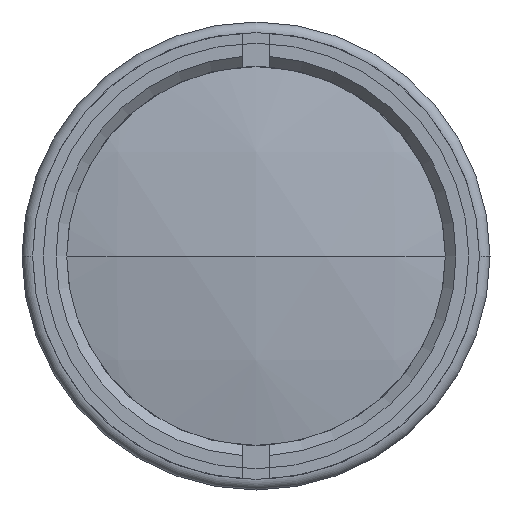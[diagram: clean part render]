
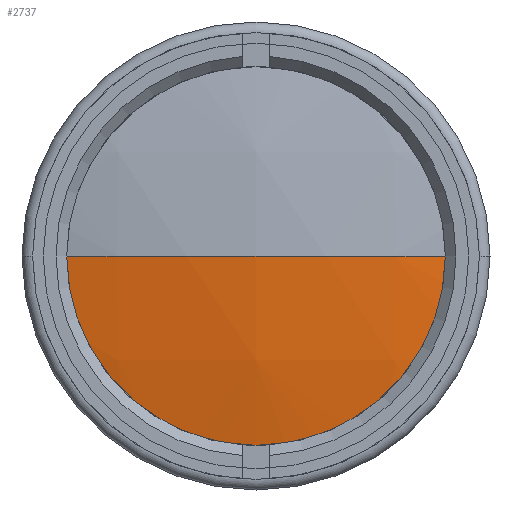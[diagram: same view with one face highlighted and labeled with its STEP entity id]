
A CAD part, left-side view. The second image highlights one B-rep face of the part: STEP entity #2737.
In plain terms, the highlighted spherical face has radius 87.5 mm.
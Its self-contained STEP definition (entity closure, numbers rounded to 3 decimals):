
#269 = DIRECTION ( 'NONE',  ( 0., 0., 1. ) ) ;
#366 = CIRCLE ( 'NONE', #3234, 87.5 ) ;
#435 = AXIS2_PLACEMENT_3D ( 'NONE', #1007, #729, #1766 ) ;
#472 = CARTESIAN_POINT ( 'NONE',  ( -76.683, -19.5, 0. ) ) ;
#634 = DIRECTION ( 'NONE',  ( -1., 0., 0. ) ) ;
#665 = DIRECTION ( 'NONE',  ( 0., 1., 0. ) ) ;
#729 = DIRECTION ( 'NONE',  ( 0., 0., -1. ) ) ;
#967 = AXIS2_PLACEMENT_3D ( 'NONE', #3497, #634, #3435 ) ;
#1007 = CARTESIAN_POINT ( 'NONE',  ( 8.616, 0., 0. ) ) ;
#1199 = FACE_OUTER_BOUND ( 'NONE', #1885, .T. ) ;
#1287 = EDGE_CURVE ( 'NONE', #2526, #3637, #3634, .T. ) ;
#1380 = CARTESIAN_POINT ( 'NONE',  ( 8.616, 0., 0. ) ) ;
#1581 = DIRECTION ( 'NONE',  ( 1., 0., 0. ) ) ;
#1708 = CIRCLE ( 'NONE', #2240, 87.5 ) ;
#1766 = DIRECTION ( 'NONE',  ( 0., 1., 0. ) ) ;
#1813 = EDGE_CURVE ( 'NONE', #2526, #2294, #366, .T. ) ;
#1885 = EDGE_LOOP ( 'NONE', ( #3078, #3362, #2603 ) ) ;
#2240 = AXIS2_PLACEMENT_3D ( 'NONE', #1380, #3259, #665 ) ;
#2294 = VERTEX_POINT ( 'NONE', #2638 ) ;
#2320 = EDGE_CURVE ( 'NONE', #3637, #2294, #1708, .T. ) ;
#2526 = VERTEX_POINT ( 'NONE', #3656 ) ;
#2530 = CARTESIAN_POINT ( 'NONE',  ( 8.616, 0., 0. ) ) ;
#2603 = ORIENTED_EDGE ( 'NONE', *, *, #1813, .F. ) ;
#2638 = CARTESIAN_POINT ( 'NONE',  ( -78.884, 0., 0. ) ) ;
#2737 = ADVANCED_FACE ( 'NONE', ( #1199 ), #2910, .T. ) ;
#2910 = SPHERICAL_SURFACE ( 'NONE', #435, 87.5 ) ;
#3078 = ORIENTED_EDGE ( 'NONE', *, *, #1287, .T. ) ;
#3234 = AXIS2_PLACEMENT_3D ( 'NONE', #2530, #269, #1581 ) ;
#3259 = DIRECTION ( 'NONE',  ( 0., 0., -1. ) ) ;
#3362 = ORIENTED_EDGE ( 'NONE', *, *, #2320, .T. ) ;
#3435 = DIRECTION ( 'NONE',  ( 0., 0., 1. ) ) ;
#3497 = CARTESIAN_POINT ( 'NONE',  ( -76.683, 0., 0. ) ) ;
#3634 = CIRCLE ( 'NONE', #967, 19.5 ) ;
#3637 = VERTEX_POINT ( 'NONE', #472 ) ;
#3656 = CARTESIAN_POINT ( 'NONE',  ( -76.683, 19.5, 0. ) ) ;
